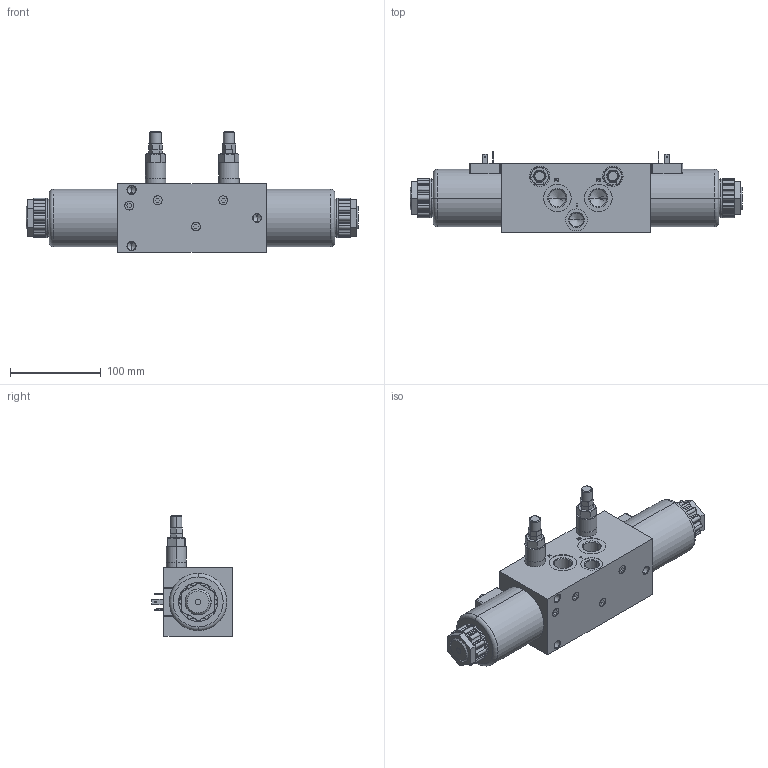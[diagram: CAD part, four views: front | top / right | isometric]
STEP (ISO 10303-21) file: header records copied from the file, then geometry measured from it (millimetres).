
FILE_DESCRIPTION (( 'STEP AP214' ), '1' );
FILE_NAME ('32-E8312PVK-24V.STEP', '2024-01-30T07:45:45', ( '' ), ( '' ), 'SwSTEP 2.0', 'SolidWorks 2024', '' );
FILE_SCHEMA (( 'AUTOMOTIVE_DESIGN' ));
Length unit declared in the file: millimetre
Products named in the file (4): 32-E8312PVK-24V; 32-E8312PVK-XXX; 32-E831 Kelanmutteri; 4WE10-24
Assembly tree (5 placements, depth 2):
  32-E8312PVK-24V
    32-E8312PVK-XXX
    4WE10-24  x2
    32-E831 Kelanmutteri  x2
Bounding box: 365 x 88.4 x 132.1 mm (x, y, z)
Volume: 1403462.7 mm3; surface area: 176210.8 mm2
Topology: 5 solids, 5 shells, 803 faces, 2025 edges, 1292 vertices
Faces by surface type: plane 393, cylinder 240, cone 88, bspline 76, torus 6
Entity records: 23100 total; most frequent: CARTESIAN_POINT 8359, ORIENTED_EDGE 3086, DIRECTION 2878, EDGE_CURVE 1543, VERTEX_POINT 994, AXIS2_PLACEMENT_3D 983, VECTOR 912, LINE 912
